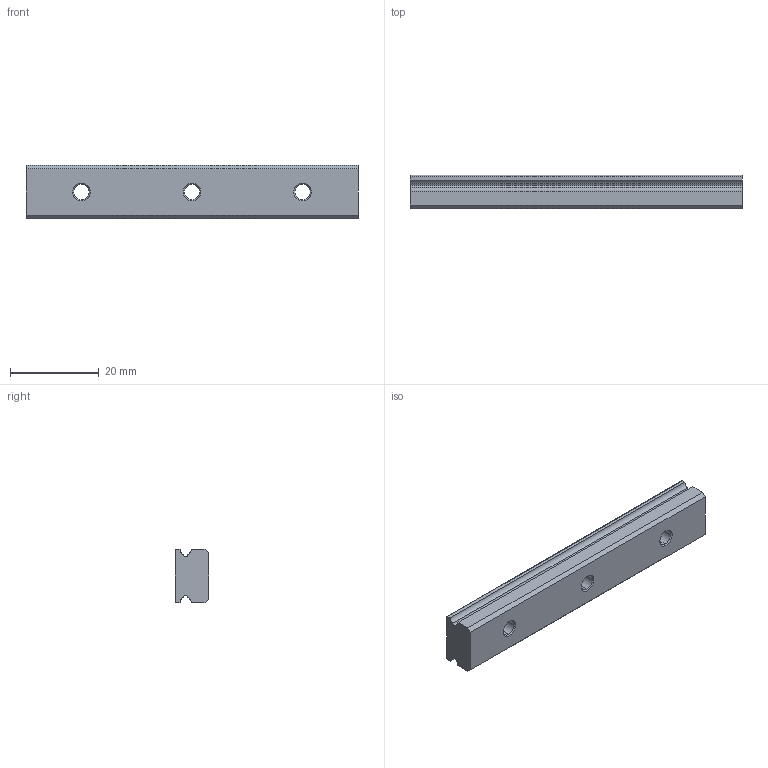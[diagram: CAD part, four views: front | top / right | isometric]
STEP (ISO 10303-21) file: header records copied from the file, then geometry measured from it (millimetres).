
FILE_DESCRIPTION (( 'STEP AP203' ), '1' );
FILE_NAME ('12MN-rail.STEP', '2009-07-29T08:38:00', ( 'User' ), ( '' ), 'SwSTEP 2.0', 'SolidWorks 2007', '' );
FILE_SCHEMA (( 'CONFIG_CONTROL_DESIGN' ));
Length unit declared in the file: millimetre
Products named in the file (1): 12MN-rail
Bounding box: 75 x 7.5 x 12 mm (x, y, z)
Volume: 5815.1 mm3; surface area: 3584.5 mm2
Topology: 1 solids, 1 shells, 46 faces, 111 edges, 70 vertices
Faces by surface type: cylinder 21, plane 13, cone 12
Entity records: 1442 total; most frequent: DIRECTION 259, CARTESIAN_POINT 228, ORIENTED_EDGE 222, EDGE_CURVE 111, AXIS2_PLACEMENT_3D 101, VERTEX_POINT 70, VECTOR 57, LINE 57
